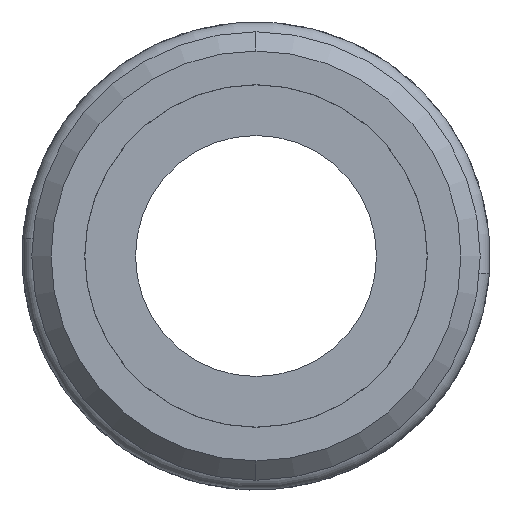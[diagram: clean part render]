
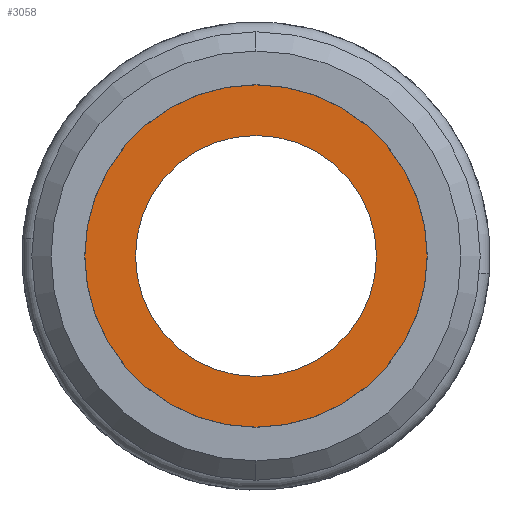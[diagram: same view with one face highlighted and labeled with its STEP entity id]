
A CAD part, front view. The second image highlights one B-rep face of the part: STEP entity #3058.
In plain terms, the highlighted planar face has unit normal (0, -1, 0).
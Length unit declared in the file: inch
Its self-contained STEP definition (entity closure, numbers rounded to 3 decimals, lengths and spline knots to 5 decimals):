
#22 = ORIENTED_EDGE ( 'NONE', *, *, #980, .F. ) ;
#71 = ORIENTED_EDGE ( 'NONE', *, *, #3258, .F. ) ;
#162 = DIRECTION ( 'NONE',  ( 1., 0., 0. ) ) ;
#224 = CIRCLE ( 'NONE', #2188, 0.356 ) ;
#244 = AXIS2_PLACEMENT_3D ( 'NONE', #3065, #1615, #1583 ) ;
#333 = ORIENTED_EDGE ( 'NONE', *, *, #1381, .F. ) ;
#415 = VERTEX_POINT ( 'NONE', #487 ) ;
#430 = DIRECTION ( 'NONE',  ( 0., -1., 0. ) ) ;
#475 = CARTESIAN_POINT ( 'NONE',  ( 0.326, -0.995, 0. ) ) ;
#487 = CARTESIAN_POINT ( 'NONE',  ( 0.2504, -0.995, 0. ) ) ;
#502 = CARTESIAN_POINT ( 'NONE',  ( -0.356, -0.995, 0. ) ) ;
#632 = VERTEX_POINT ( 'NONE', #2140 ) ;
#978 = FACE_OUTER_BOUND ( 'NONE', #3784, .T. ) ;
#980 = EDGE_CURVE ( 'NONE', #1624, #2721, #3441, .T. ) ;
#1009 = EDGE_CURVE ( 'NONE', #632, #415, #2411, .T. ) ;
#1014 = PLANE ( 'NONE',  #2073 ) ;
#1034 = ORIENTED_EDGE ( 'NONE', *, *, #1009, .F. ) ;
#1224 = DIRECTION ( 'NONE',  ( 1., 0., 0. ) ) ;
#1381 = EDGE_CURVE ( 'NONE', #415, #632, #1908, .T. ) ;
#1544 = AXIS2_PLACEMENT_3D ( 'NONE', #2176, #3357, #1224 ) ;
#1583 = DIRECTION ( 'NONE',  ( 1., 0., 0. ) ) ;
#1615 = DIRECTION ( 'NONE',  ( 0., 1., 0. ) ) ;
#1624 = VERTEX_POINT ( 'NONE', #2424 ) ;
#1740 = DIRECTION ( 'NONE',  ( 0., 1., 0. ) ) ;
#1908 = CIRCLE ( 'NONE', #1544, 0.2504 ) ;
#2035 = AXIS2_PLACEMENT_3D ( 'NONE', #3372, #430, #162 ) ;
#2040 = CARTESIAN_POINT ( 'NONE',  ( 0., -0.995, 0. ) ) ;
#2073 = AXIS2_PLACEMENT_3D ( 'NONE', #475, #2186, #3365 ) ;
#2140 = CARTESIAN_POINT ( 'NONE',  ( -0.2504, -0.995, 0. ) ) ;
#2176 = CARTESIAN_POINT ( 'NONE',  ( 0., -0.995, 0. ) ) ;
#2186 = DIRECTION ( 'NONE',  ( 0., -1., 0. ) ) ;
#2188 = AXIS2_PLACEMENT_3D ( 'NONE', #2040, #1740, #3204 ) ;
#2207 = FACE_BOUND ( 'NONE', #2247, .T. ) ;
#2247 = EDGE_LOOP ( 'NONE', ( #1034, #333 ) ) ;
#2411 = CIRCLE ( 'NONE', #2035, 0.2504 ) ;
#2424 = CARTESIAN_POINT ( 'NONE',  ( 0.356, -0.995, 0. ) ) ;
#2721 = VERTEX_POINT ( 'NONE', #502 ) ;
#3058 = ADVANCED_FACE ( 'NONE', ( #2207, #978 ), #1014, .T. ) ;
#3065 = CARTESIAN_POINT ( 'NONE',  ( 0., -0.995, 0. ) ) ;
#3204 = DIRECTION ( 'NONE',  ( 1., 0., 0. ) ) ;
#3258 = EDGE_CURVE ( 'NONE', #2721, #1624, #224, .T. ) ;
#3357 = DIRECTION ( 'NONE',  ( 0., -1., 0. ) ) ;
#3365 = DIRECTION ( 'NONE',  ( 1., 0., 0. ) ) ;
#3372 = CARTESIAN_POINT ( 'NONE',  ( 0., -0.995, 0. ) ) ;
#3441 = CIRCLE ( 'NONE', #244, 0.356 ) ;
#3784 = EDGE_LOOP ( 'NONE', ( #22, #71 ) ) ;
